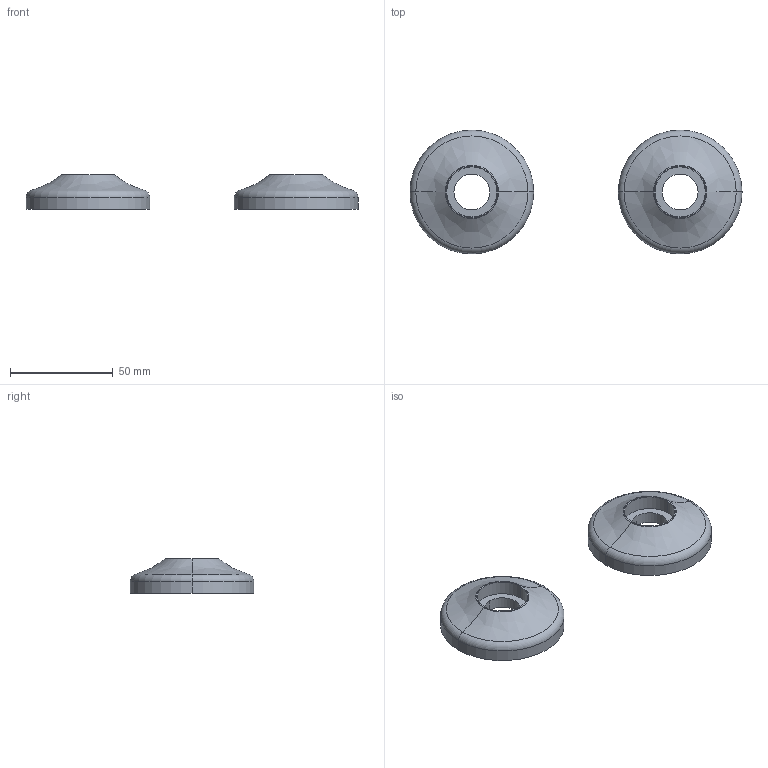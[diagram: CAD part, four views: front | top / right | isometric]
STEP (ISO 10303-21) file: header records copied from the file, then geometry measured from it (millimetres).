
FILE_DESCRIPTION((''),'2;1');
FILE_NAME('564B_ASM','2019-08-09T16:58:26',('jinson.thomas'),(''),'CREO PARAMETRIC BY PTC INC, 2018400','CREO PARAMETRIC BY PTC INC, 2018400','');
FILE_SCHEMA(('CONFIG_CONTROL_DESIGN'));
Length unit declared in the file: inch
Products named in the file (2): 40731; 564B_ASM
Assembly tree (2 placements, depth 2):
  564B_ASM
    40731  x2
Bounding box: 161.93 x 60.33 x 17.02 mm (x, y, z)
Volume: 38857.6 mm3; surface area: 17158.5 mm2
Topology: 2 solids, 2 shells, 36 faces, 72 edges, 44 vertices
Faces by surface type: cylinder 16, plane 8, torus 8, bspline 4
Entity records: 585 total; most frequent: CARTESIAN_POINT 110, DIRECTION 104, ORIENTED_EDGE 72, AXIS2_PLACEMENT_3D 48, EDGE_CURVE 36, CIRCLE 28, VERTEX_POINT 22, EDGE_LOOP 22
